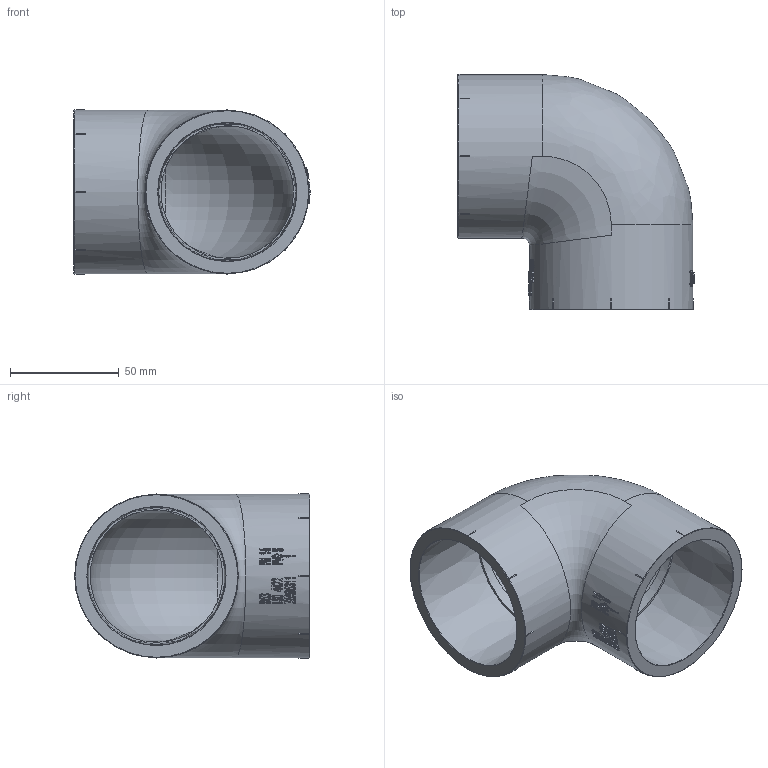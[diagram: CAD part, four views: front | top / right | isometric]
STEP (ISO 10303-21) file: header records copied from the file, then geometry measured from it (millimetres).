
FILE_DESCRIPTION(/* description */ (''),/* implementation_level */ '2;1');
FILE_NAME(/* name */ '90°弯63.stp',/* time_stamp */ '2024-07-06T08:33:00+08:00',/* author */ (''),/* organization */ (''),/* preprocessor_version */ 'ST-DEVELOPER v16',/* originating_system */ 'SIEMENS PLM Software NX 10.0',/* authorisation */ '');
FILE_SCHEMA (('AUTOMOTIVE_DESIGN { 1 0 10303 214 3 1 1 1 }'));
Length unit declared in the file: millimetre
Products named in the file (1): gelv12204B9B6dea
Bounding box: 108.6 x 108.3 x 75.6 mm (x, y, z)
Volume: 179096.8 mm3; surface area: 58197 mm2
Topology: 1 solids, 1 shells, 348 faces, 853 edges, 570 vertices
Faces by surface type: plane 134, bspline 108, cylinder 65, sphere 32, torus 5, cone 4
Full cylindrical faces by diameter (mm): 75.2 x2
Entity records: 31268 total; most frequent: CARTESIAN_POINT 24800, ORIENTED_EDGE 1648, EDGE_CURVE 824, B_SPLINE_CURVE_WITH_KNOTS 705, DIRECTION 648, VERTEX_POINT 563, EDGE_LOOP 435, ADVANCED_FACE 348
